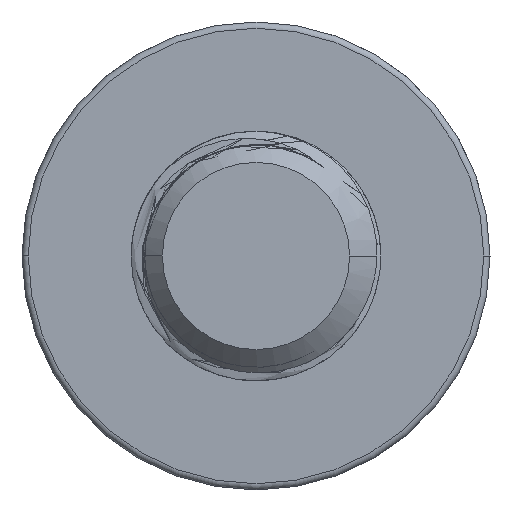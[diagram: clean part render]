
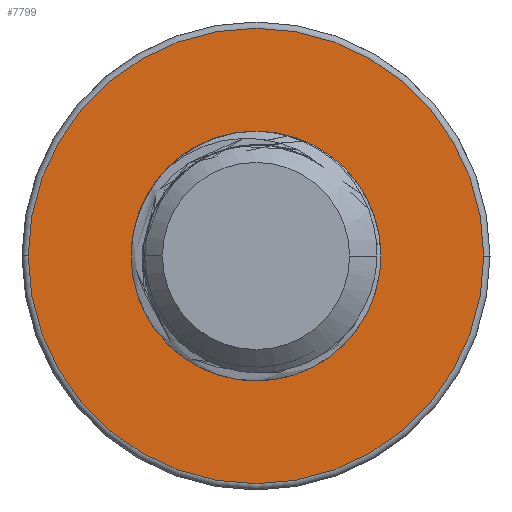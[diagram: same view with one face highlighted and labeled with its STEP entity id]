
A CAD part, left-side view. The second image highlights one B-rep face of the part: STEP entity #7799.
In plain terms, the highlighted planar face has unit normal (-1, 0, 0).
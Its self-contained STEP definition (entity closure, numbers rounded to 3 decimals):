
#12 = EDGE_LOOP ( 'NONE', ( #7254, #5841 ) ) ;
#366 = AXIS2_PLACEMENT_3D ( 'NONE', #709, #10365, #5808 ) ;
#629 = DIRECTION ( 'NONE',  ( 0., -1., 0. ) ) ;
#692 = CARTESIAN_POINT ( 'NONE',  ( 14.993, -0.064, 0. ) ) ;
#709 = CARTESIAN_POINT ( 'NONE',  ( 14.993, -0.064, 0. ) ) ;
#731 = AXIS2_PLACEMENT_3D ( 'NONE', #10915, #5849, #3322 ) ;
#1603 = EDGE_LOOP ( 'NONE', ( #7204, #3965 ) ) ;
#2296 = EDGE_CURVE ( 'NONE', #7777, #6508, #8753, .T. ) ;
#2312 = VERTEX_POINT ( 'NONE', #7705 ) ;
#2423 = PLANE ( 'NONE',  #731 ) ;
#3189 = CARTESIAN_POINT ( 'NONE',  ( 14.993, 7.236, 0. ) ) ;
#3322 = DIRECTION ( 'NONE',  ( 0., 1., 0. ) ) ;
#3376 = DIRECTION ( 'NONE',  ( -1., 0., 0. ) ) ;
#3410 = CIRCLE ( 'NONE', #4121, 7.3 ) ;
#3457 = EDGE_CURVE ( 'NONE', #2312, #6847, #5554, .T. ) ;
#3489 = CARTESIAN_POINT ( 'NONE',  ( 14.993, -0.064, 0. ) ) ;
#3908 = CIRCLE ( 'NONE', #4132, 4. ) ;
#3965 = ORIENTED_EDGE ( 'NONE', *, *, #7793, .F. ) ;
#4106 = FACE_OUTER_BOUND ( 'NONE', #12, .T. ) ;
#4121 = AXIS2_PLACEMENT_3D ( 'NONE', #3489, #8672, #10512 ) ;
#4132 = AXIS2_PLACEMENT_3D ( 'NONE', #692, #3376, #629 ) ;
#4305 = EDGE_CURVE ( 'NONE', #6508, #7777, #3410, .T. ) ;
#4331 = DIRECTION ( 'NONE',  ( 0., -1., 0. ) ) ;
#4694 = CARTESIAN_POINT ( 'NONE',  ( 14.993, 2.764, -2.828 ) ) ;
#5066 = CARTESIAN_POINT ( 'NONE',  ( 14.993, -7.364, 0. ) ) ;
#5554 = CIRCLE ( 'NONE', #366, 4. ) ;
#5808 = DIRECTION ( 'NONE',  ( 0., -1., 0. ) ) ;
#5841 = ORIENTED_EDGE ( 'NONE', *, *, #4305, .T. ) ;
#5849 = DIRECTION ( 'NONE',  ( 1., 0., 0. ) ) ;
#6508 = VERTEX_POINT ( 'NONE', #3189 ) ;
#6522 = CARTESIAN_POINT ( 'NONE',  ( 14.993, -0.064, 0. ) ) ;
#6847 = VERTEX_POINT ( 'NONE', #4694 ) ;
#7204 = ORIENTED_EDGE ( 'NONE', *, *, #3457, .F. ) ;
#7254 = ORIENTED_EDGE ( 'NONE', *, *, #2296, .T. ) ;
#7705 = CARTESIAN_POINT ( 'NONE',  ( 14.993, 3.936, 0. ) ) ;
#7777 = VERTEX_POINT ( 'NONE', #5066 ) ;
#7793 = EDGE_CURVE ( 'NONE', #6847, #2312, #3908, .T. ) ;
#7799 = ADVANCED_FACE ( 'NONE', ( #10123, #4106 ), #2423, .F. ) ;
#8672 = DIRECTION ( 'NONE',  ( -1., 0., 0. ) ) ;
#8753 = CIRCLE ( 'NONE', #9103, 7.3 ) ;
#9103 = AXIS2_PLACEMENT_3D ( 'NONE', #6522, #9389, #4331 ) ;
#9389 = DIRECTION ( 'NONE',  ( -1., 0., 0. ) ) ;
#10123 = FACE_BOUND ( 'NONE', #1603, .T. ) ;
#10365 = DIRECTION ( 'NONE',  ( -1., 0., 0. ) ) ;
#10512 = DIRECTION ( 'NONE',  ( 0., -1., 0. ) ) ;
#10915 = CARTESIAN_POINT ( 'NONE',  ( 14.993, 3.936, 0. ) ) ;
